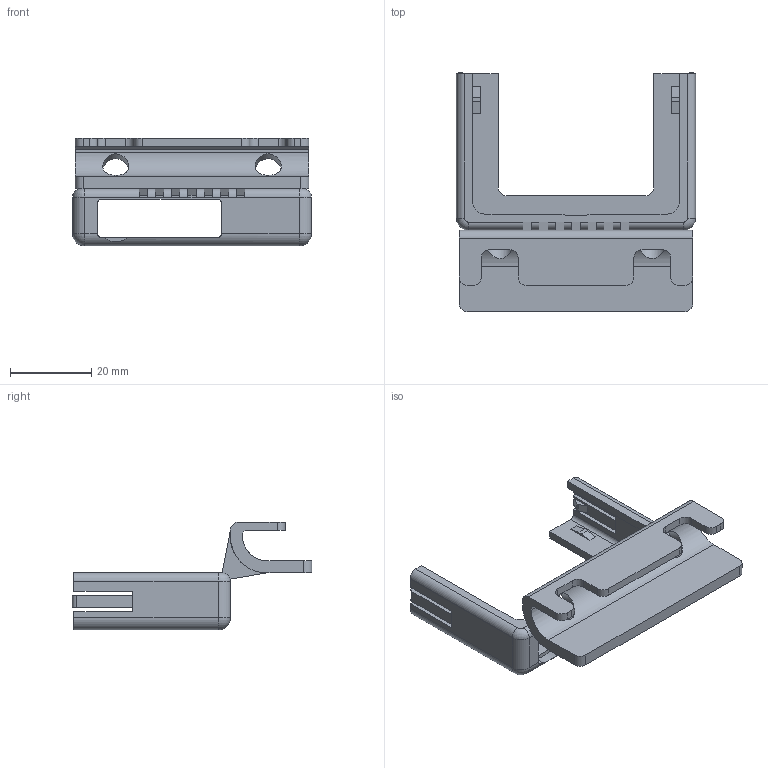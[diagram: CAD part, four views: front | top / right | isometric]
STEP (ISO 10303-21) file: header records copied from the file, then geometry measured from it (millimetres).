
FILE_DESCRIPTION(/* description */ ('Alibre Inc.'),/* implementation_level */ '2;1');
FILE_NAME(/* name */ 'export0',/* time_stamp */ '2023-02-14T15:43:42-06:00',/* author */ (''),/* organization */ (''),/* preprocessor_version */ 'ST-DEVELOPER v14',/* originating_system */ 'Alibre',/* authorisation */ '');
FILE_SCHEMA (('CONFIG_CONTROL_DESIGN'));
Length unit declared in the file: centimetre
Products named in the file (5): ID_1; ID_2
Bounding box: 58.8 x 58.87 x 26.5 mm (x, y, z)
Volume: 10622.9 mm3; surface area: 10705.3 mm2
Topology: 4 solids, 4 shells, 189 faces, 497 edges, 314 vertices
Faces by surface type: plane 122, cylinder 59, torus 6, sphere 2
Full cylindrical faces by diameter (mm): 6.4 x2
Entity records: 6033 total; most frequent: CARTESIAN_POINT 1371, ORIENTED_EDGE 932, DIRECTION 748, EDGE_CURVE 466, VERTEX_POINT 296, VECTOR 293, LINE 293, AXIS2_PLACEMENT_3D 280
